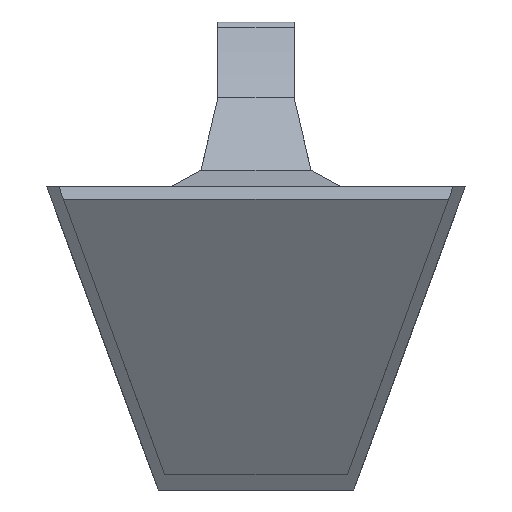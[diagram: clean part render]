
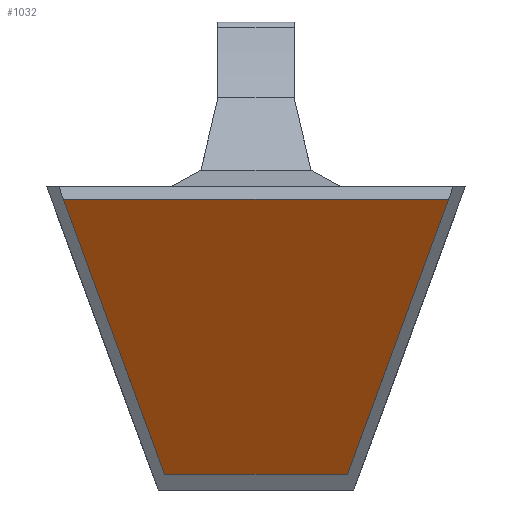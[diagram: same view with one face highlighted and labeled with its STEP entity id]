
A CAD part, front view. The second image highlights one B-rep face of the part: STEP entity #1032.
In plain terms, the highlighted planar face has unit normal (0, -0.839, -0.543).
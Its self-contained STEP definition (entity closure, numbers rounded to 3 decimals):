
#451=CARTESIAN_POINT('Vertex',(25.302,-23.075,-34.837)) ;
#455=CARTESIAN_POINT('Control Point',(12.012,0.33,-70.986)) ;
#456=CARTESIAN_POINT('Control Point',(25.302,-23.075,-34.837)) ;
#457=CARTESIAN_POINT('Vertex',(12.012,0.33,-70.986)) ;
#485=CARTESIAN_POINT('Line Origine',(0.,0.33,-70.986)) ;
#489=CARTESIAN_POINT('Vertex',(-12.012,0.33,-70.986)) ;
#517=CARTESIAN_POINT('Control Point',(-12.012,0.33,-70.986)) ;
#518=CARTESIAN_POINT('Control Point',(-25.302,-23.075,-34.837)) ;
#519=CARTESIAN_POINT('Vertex',(-25.302,-23.075,-34.837)) ;
#1016=CARTESIAN_POINT('Axis2P3D Location',(27.5,-23.075,-34.837)) ;
#1021=CARTESIAN_POINT('Line Origine',(0.,-23.075,-34.837)) ;
#486=DIRECTION('Vector Direction',(1.,0.,0.)) ;
#1017=DIRECTION('Axis2P3D Direction',(0.,0.839,0.543)) ;
#1018=DIRECTION('Axis2P3D XDirection',(0.,0.543,-0.839)) ;
#1022=DIRECTION('Vector Direction',(-1.,0.,0.)) ;
#1019=AXIS2_PLACEMENT_3D('Plane Axis2P3D',#1016,#1017,#1018) ;
#1027=ORIENTED_EDGE('',*,*,#521,.F.) ;
#1028=ORIENTED_EDGE('',*,*,#491,.T.) ;
#1029=ORIENTED_EDGE('',*,*,#459,.T.) ;
#1030=ORIENTED_EDGE('',*,*,#1025,.T.) ;
#487=VECTOR('Line Direction',#486,1.) ;
#1023=VECTOR('Line Direction',#1022,1.) ;
#1032=ADVANCED_FACE('Corps principal',(#1031),#1020,.F.) ;
#454=B_SPLINE_CURVE_WITH_KNOTS('',1,(#455,#456),.UNSPECIFIED.,.F.,.U.,(2,2),(-22.534,22.534),.UNSPECIFIED.) ;
#516=B_SPLINE_CURVE_WITH_KNOTS('',1,(#517,#518),.UNSPECIFIED.,.F.,.U.,(2,2),(-22.534,22.534),.UNSPECIFIED.) ;
#459=EDGE_CURVE('',#458,#452,#454,.T.) ;
#491=EDGE_CURVE('',#490,#458,#488,.T.) ;
#521=EDGE_CURVE('',#490,#520,#516,.T.) ;
#1025=EDGE_CURVE('',#452,#520,#1024,.T.) ;
#1026=EDGE_LOOP('',(#1027,#1028,#1029,#1030)) ;
#1031=FACE_OUTER_BOUND('',#1026,.T.) ;
#488=LINE('Line',#485,#487) ;
#1024=LINE('Line',#1021,#1023) ;
#1020=PLANE('',#1019) ;
#452=VERTEX_POINT('',#451) ;
#458=VERTEX_POINT('',#457) ;
#490=VERTEX_POINT('',#489) ;
#520=VERTEX_POINT('',#519) ;
